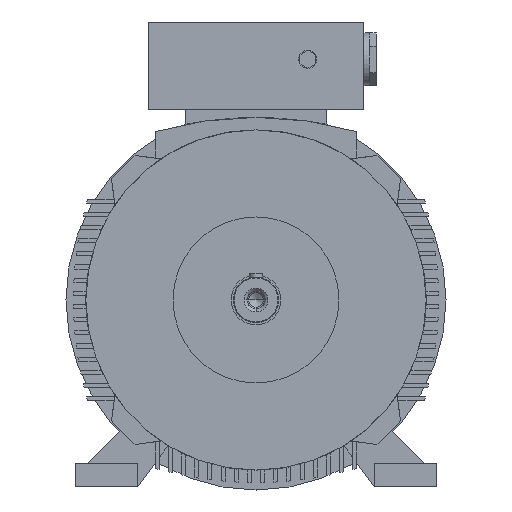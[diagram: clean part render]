
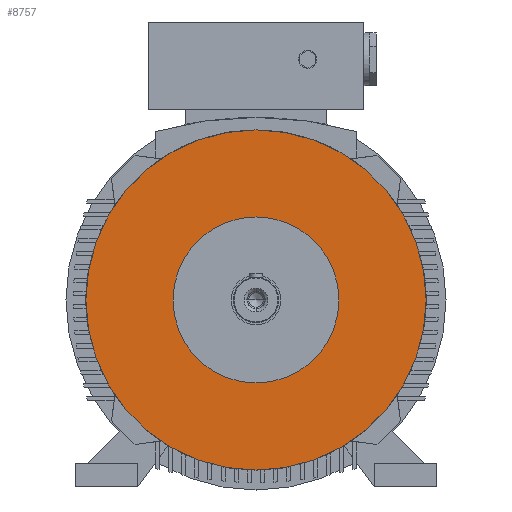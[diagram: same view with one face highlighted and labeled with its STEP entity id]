
A CAD part, front view. The second image highlights one B-rep face of the part: STEP entity #8757.
In plain terms, the highlighted planar face has unit normal (0, -1, 0).
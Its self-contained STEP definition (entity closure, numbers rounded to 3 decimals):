
#856 = DIRECTION ( 'NONE',  ( 0., 0., 1. ) ) ;
#857 = DIRECTION ( 'NONE',  ( 0., 1., 0. ) ) ;
#866 = CARTESIAN_POINT ( 'NONE',  ( 0., 40.333, 0. ) ) ;
#922 = DIRECTION ( 'NONE',  ( 0., 0., 1. ) ) ;
#923 = DIRECTION ( 'NONE',  ( 0., 1., 0. ) ) ;
#932 = CARTESIAN_POINT ( 'NONE',  ( 0., 40.333, 0. ) ) ;
#1189 = EDGE_CURVE ( 'NONE', #4426, #4413, #10502, .T. ) ;
#1420 = FACE_OUTER_BOUND ( 'NONE', #8066, .T. ) ;
#1425 = FACE_BOUND ( 'NONE', #8061, .T. ) ;
#3483 = DIRECTION ( 'NONE',  ( 0., 0., -1. ) ) ;
#3485 = DIRECTION ( 'NONE',  ( 0., -1., 0. ) ) ;
#3505 = CARTESIAN_POINT ( 'NONE',  ( 152.5, 40.333, 0. ) ) ;
#3513 = PLANE ( 'NONE',  #12987 ) ;
#4413 = VERTEX_POINT ( 'NONE', #7115 ) ;
#4426 = VERTEX_POINT ( 'NONE', #7110 ) ;
#4556 = VERTEX_POINT ( 'NONE', #7055 ) ;
#4597 = DIRECTION ( 'NONE',  ( 0., 0., 1. ) ) ;
#4598 = DIRECTION ( 'NONE',  ( 0., 1., 0. ) ) ;
#4612 = CARTESIAN_POINT ( 'NONE',  ( 0., 40.333, 0. ) ) ;
#5047 = VERTEX_POINT ( 'NONE', #6663 ) ;
#5301 = ORIENTED_EDGE ( 'NONE', *, *, #1189, .F. ) ;
#5302 = ORIENTED_EDGE ( 'NONE', *, *, #11008, .F. ) ;
#6663 = CARTESIAN_POINT ( 'NONE',  ( 0., 40.333, -100. ) ) ;
#7055 = CARTESIAN_POINT ( 'NONE',  ( 0., 40.333, 100. ) ) ;
#7110 = CARTESIAN_POINT ( 'NONE',  ( 0., 40.333, -205. ) ) ;
#7115 = CARTESIAN_POINT ( 'NONE',  ( 0., 40.333, 205. ) ) ;
#7839 = CIRCLE ( 'NONE', #13468, 100. ) ;
#7878 = CIRCLE ( 'NONE', #13487, 205. ) ;
#8061 = EDGE_LOOP ( 'NONE', ( #12645, #12644 ) ) ;
#8066 = EDGE_LOOP ( 'NONE', ( #5302, #5301 ) ) ;
#8757 = ADVANCED_FACE ( 'NONE', ( #1420, #1425 ), #3513, .T. ) ;
#9665 = DIRECTION ( 'NONE',  ( 0., 0., 1. ) ) ;
#9666 = DIRECTION ( 'NONE',  ( 0., 1., 0. ) ) ;
#9668 = CARTESIAN_POINT ( 'NONE',  ( 0., 40.333, 0. ) ) ;
#10313 = EDGE_CURVE ( 'NONE', #5047, #4556, #11677, .T. ) ;
#10502 = CIRCLE ( 'NONE', #12799, 205. ) ;
#10955 = EDGE_CURVE ( 'NONE', #4556, #5047, #7839, .T. ) ;
#11008 = EDGE_CURVE ( 'NONE', #4413, #4426, #7878, .T. ) ;
#11677 = CIRCLE ( 'NONE', #13373, 100. ) ;
#12644 = ORIENTED_EDGE ( 'NONE', *, *, #10313, .T. ) ;
#12645 = ORIENTED_EDGE ( 'NONE', *, *, #10955, .T. ) ;
#12799 = AXIS2_PLACEMENT_3D ( 'NONE', #4612, #4598, #4597 ) ;
#12987 = AXIS2_PLACEMENT_3D ( 'NONE', #3505, #3485, #3483 ) ;
#13373 = AXIS2_PLACEMENT_3D ( 'NONE', #9668, #9666, #9665 ) ;
#13468 = AXIS2_PLACEMENT_3D ( 'NONE', #932, #923, #922 ) ;
#13487 = AXIS2_PLACEMENT_3D ( 'NONE', #866, #857, #856 ) ;
